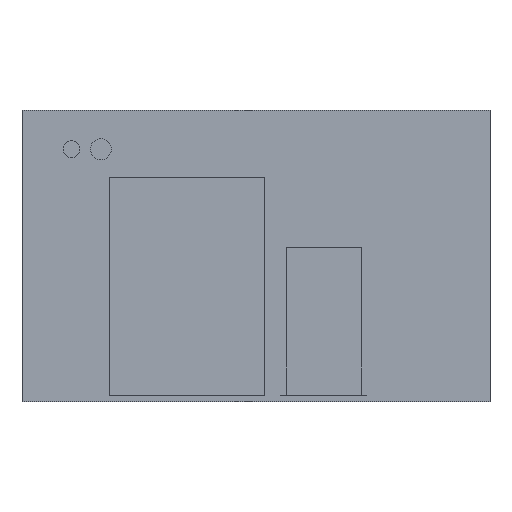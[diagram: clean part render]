
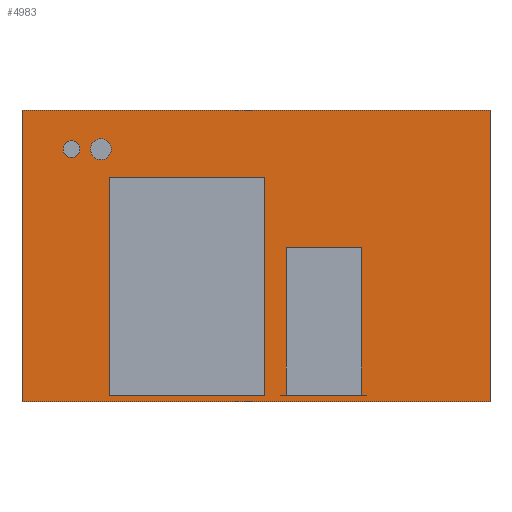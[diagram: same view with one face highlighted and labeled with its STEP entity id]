
A CAD part, front view. The second image highlights one B-rep face of the part: STEP entity #4983.
In plain terms, the highlighted planar face has unit normal (0, -1, 0).
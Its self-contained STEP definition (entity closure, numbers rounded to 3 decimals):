
#80=FACE_BOUND('',#705,.T.);
#81=FACE_BOUND('',#706,.T.);
#103=PLANE('',#5350);
#395=FACE_OUTER_BOUND('',#704,.T.);
#704=EDGE_LOOP('',(#3601,#3602,#3603,#3604));
#705=EDGE_LOOP('',(#3605));
#706=EDGE_LOOP('',(#3606));
#1028=LINE('',#7085,#1694);
#1030=LINE('',#7089,#1696);
#1032=LINE('',#7093,#1698);
#1034=LINE('',#7096,#1700);
#1694=VECTOR('',#5727,10.);
#1696=VECTOR('',#5731,10.);
#1698=VECTOR('',#5735,10.);
#1700=VECTOR('',#5739,10.);
#2342=CIRCLE('',#5334,20.);
#2344=CIRCLE('',#5338,25.);
#2378=VERTEX_POINT('',#7036);
#2380=VERTEX_POINT('',#7043);
#2393=VERTEX_POINT('',#7082);
#2394=VERTEX_POINT('',#7084);
#2395=VERTEX_POINT('',#7088);
#2396=VERTEX_POINT('',#7092);
#2847=EDGE_CURVE('',#2378,#2378,#2342,.T.);
#2850=EDGE_CURVE('',#2380,#2380,#2344,.T.);
#2868=EDGE_CURVE('',#2394,#2393,#1028,.T.);
#2870=EDGE_CURVE('',#2395,#2394,#1030,.T.);
#2872=EDGE_CURVE('',#2396,#2395,#1032,.T.);
#2874=EDGE_CURVE('',#2393,#2396,#1034,.T.);
#3601=ORIENTED_EDGE('',*,*,#2874,.T.);
#3602=ORIENTED_EDGE('',*,*,#2872,.T.);
#3603=ORIENTED_EDGE('',*,*,#2870,.T.);
#3604=ORIENTED_EDGE('',*,*,#2868,.T.);
#3605=ORIENTED_EDGE('',*,*,#2847,.T.);
#3606=ORIENTED_EDGE('',*,*,#2850,.T.);
#4983=ADVANCED_FACE('',(#395,#80,#81),#103,.T.);
#5334=AXIS2_PLACEMENT_3D('',#7038,#5683,#5684);
#5338=AXIS2_PLACEMENT_3D('',#7045,#5692,#5693);
#5350=AXIS2_PLACEMENT_3D('',#7097,#5740,#5741);
#5683=DIRECTION('center_axis',(0.,1.,0.));
#5684=DIRECTION('ref_axis',(1.,0.,0.));
#5692=DIRECTION('center_axis',(0.,1.,0.));
#5693=DIRECTION('ref_axis',(1.,0.,0.));
#5727=DIRECTION('',(-1.,0.,0.));
#5731=DIRECTION('',(0.,0.,1.));
#5735=DIRECTION('',(1.,0.,0.));
#5739=DIRECTION('',(0.,0.,-1.));
#5740=DIRECTION('center_axis',(0.,-1.,0.));
#5741=DIRECTION('ref_axis',(0.,0.,-1.));
#7036=CARTESIAN_POINT('',(-459.5,-370.,254.5));
#7038=CARTESIAN_POINT('Origin',(-439.5,-370.,254.5));
#7043=CARTESIAN_POINT('',(-394.5,-370.,254.5));
#7045=CARTESIAN_POINT('Origin',(-369.5,-370.,254.5));
#7082=CARTESIAN_POINT('',(-557.5,-370.,347.5));
#7084=CARTESIAN_POINT('',(557.5,-370.,347.5));
#7085=CARTESIAN_POINT('',(-557.5,-370.,347.5));
#7088=CARTESIAN_POINT('',(557.5,-370.,-347.5));
#7089=CARTESIAN_POINT('',(557.5,-370.,347.5));
#7092=CARTESIAN_POINT('',(-557.5,-370.,-347.5));
#7093=CARTESIAN_POINT('',(557.5,-370.,-347.5));
#7096=CARTESIAN_POINT('',(-557.5,-370.,-347.5));
#7097=CARTESIAN_POINT('Origin',(0.,-370.,0.));
